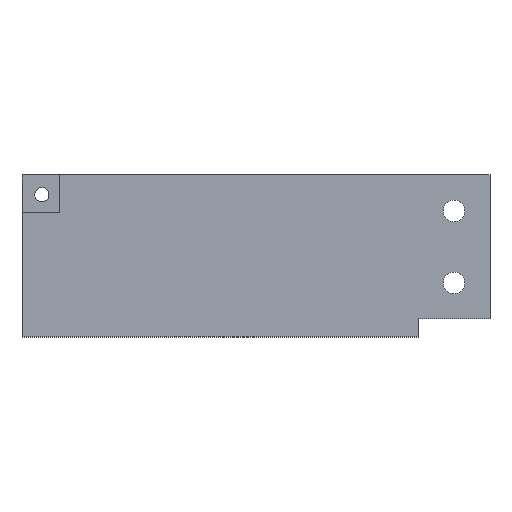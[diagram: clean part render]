
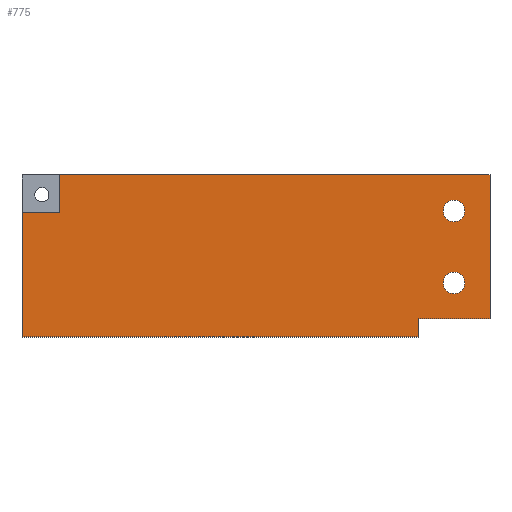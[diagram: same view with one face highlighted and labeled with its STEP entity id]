
A CAD part, top view. The second image highlights one B-rep face of the part: STEP entity #775.
In plain terms, the highlighted planar face has unit normal (0, 0, 1).
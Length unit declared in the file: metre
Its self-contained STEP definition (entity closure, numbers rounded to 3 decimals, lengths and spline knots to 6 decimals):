
#22=CIRCLE('',#837,0.003);
#23=CIRCLE('',#839,0.003);
#162=ORIENTED_EDGE('',*,*,#321,.F.);
#163=ORIENTED_EDGE('',*,*,#315,.T.);
#164=ORIENTED_EDGE('',*,*,#322,.T.);
#165=ORIENTED_EDGE('',*,*,#323,.T.);
#166=ORIENTED_EDGE('',*,*,#311,.T.);
#167=ORIENTED_EDGE('',*,*,#312,.T.);
#168=ORIENTED_EDGE('',*,*,#306,.F.);
#169=ORIENTED_EDGE('',*,*,#324,.T.);
#170=ORIENTED_EDGE('',*,*,#314,.F.);
#171=ORIENTED_EDGE('',*,*,#313,.F.);
#306=EDGE_CURVE('',#388,#389,#470,.T.);
#311=EDGE_CURVE('',#390,#391,#475,.T.);
#312=EDGE_CURVE('',#391,#389,#476,.T.);
#313=EDGE_CURVE('',#392,#392,#22,.T.);
#314=EDGE_CURVE('',#393,#393,#23,.T.);
#315=EDGE_CURVE('',#394,#395,#477,.T.);
#321=EDGE_CURVE('',#394,#399,#483,.T.);
#322=EDGE_CURVE('',#395,#400,#484,.T.);
#323=EDGE_CURVE('',#400,#390,#485,.T.);
#324=EDGE_CURVE('',#388,#399,#486,.T.);
#388=VERTEX_POINT('',#1206);
#389=VERTEX_POINT('',#1208);
#390=VERTEX_POINT('',#1213);
#391=VERTEX_POINT('',#1215);
#392=VERTEX_POINT('',#1221);
#393=VERTEX_POINT('',#1224);
#394=VERTEX_POINT('',#1227);
#395=VERTEX_POINT('',#1228);
#399=VERTEX_POINT('',#1239);
#400=VERTEX_POINT('',#1241);
#470=LINE('',#1207,#566);
#475=LINE('',#1216,#571);
#476=LINE('',#1218,#572);
#477=LINE('',#1226,#573);
#483=LINE('',#1238,#579);
#484=LINE('',#1240,#580);
#485=LINE('',#1242,#581);
#486=LINE('',#1243,#582);
#566=VECTOR('',#987,1.);
#571=VECTOR('',#994,1.);
#572=VECTOR('',#997,1.);
#573=VECTOR('',#1008,1.);
#579=VECTOR('',#1016,1.);
#580=VECTOR('',#1017,1.);
#581=VECTOR('',#1018,1.);
#582=VECTOR('',#1019,1.);
#634=EDGE_LOOP('',(#162,#163,#164,#165,#166,#167,#168,#169));
#635=EDGE_LOOP('',(#170));
#636=EDGE_LOOP('',(#171));
#687=FACE_BOUND('',#634,.T.);
#688=FACE_BOUND('',#635,.T.);
#689=FACE_BOUND('',#636,.T.);
#731=PLANE('',#841);
#775=ADVANCED_FACE('',(#687,#688,#689),#731,.T.);
#837=AXIS2_PLACEMENT_3D('',#1220,#1000,#1001);
#839=AXIS2_PLACEMENT_3D('',#1223,#1004,#1005);
#841=AXIS2_PLACEMENT_3D('',#1237,#1014,#1015);
#987=DIRECTION('',(1.,0.,0.));
#994=DIRECTION('',(1.,0.,0.));
#997=DIRECTION('',(0.,1.,0.));
#1000=DIRECTION('',(0.,0.,1.));
#1001=DIRECTION('',(1.,0.,0.));
#1004=DIRECTION('',(0.,0.,1.));
#1005=DIRECTION('',(1.,0.,0.));
#1008=DIRECTION('',(0.,-1.,0.));
#1014=DIRECTION('',(0.,0.,1.));
#1015=DIRECTION('',(1.,0.,0.));
#1016=DIRECTION('',(1.,0.,0.));
#1017=DIRECTION('',(1.,0.,0.));
#1018=DIRECTION('',(0.,1.,0.));
#1019=DIRECTION('',(0.,-1.,0.));
#1206=CARTESIAN_POINT('',(-0.0995,0.13,0.024));
#1207=CARTESIAN_POINT('',(-0.045,0.13,0.024));
#1208=CARTESIAN_POINT('',(0.02,0.13,0.024));
#1213=CARTESIAN_POINT('',(0.,0.09,0.024));
#1215=CARTESIAN_POINT('',(0.02,0.09,0.024));
#1216=CARTESIAN_POINT('',(-0.045,0.09,0.024));
#1218=CARTESIAN_POINT('',(0.02,0.11,0.024));
#1220=CARTESIAN_POINT('',(0.01,0.12,0.024));
#1221=CARTESIAN_POINT('',(0.013,0.12,0.024));
#1223=CARTESIAN_POINT('',(0.01,0.1,0.024));
#1224=CARTESIAN_POINT('',(0.013,0.1,0.024));
#1226=CARTESIAN_POINT('',(-0.11,0.11,0.024));
#1227=CARTESIAN_POINT('',(-0.11,0.1195,0.024));
#1228=CARTESIAN_POINT('',(-0.11,0.085,0.024));
#1237=CARTESIAN_POINT('',(-0.175,0.204999,0.024));
#1238=CARTESIAN_POINT('',(-0.11,0.1195,0.024));
#1239=CARTESIAN_POINT('',(-0.0995,0.1195,0.024));
#1240=CARTESIAN_POINT('',(-0.055,0.085,0.024));
#1241=CARTESIAN_POINT('',(0.,0.085,0.024));
#1242=CARTESIAN_POINT('',(0.,0.084998,0.024));
#1243=CARTESIAN_POINT('',(-0.0995,0.13,0.024));
